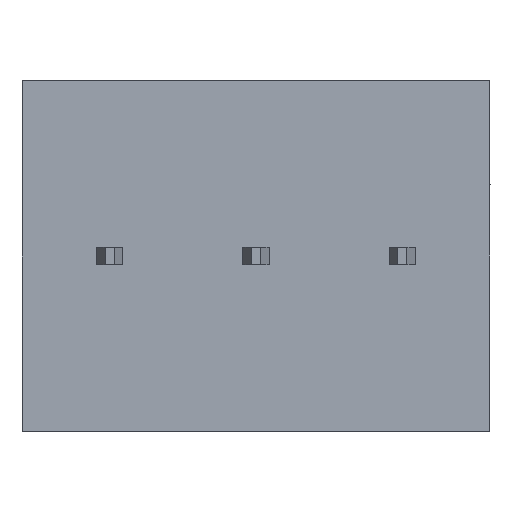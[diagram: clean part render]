
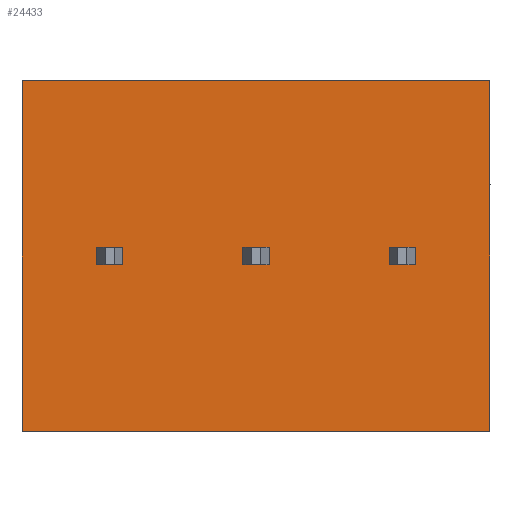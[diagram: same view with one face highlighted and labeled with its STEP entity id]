
A CAD part, front view. The second image highlights one B-rep face of the part: STEP entity #24433.
In plain terms, the highlighted planar face has unit normal (0, -1, 0).
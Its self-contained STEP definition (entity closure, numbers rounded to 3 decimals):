
#267 = EDGE_CURVE ( 'NONE', #19787, #20843, #1568, .T. ) ;
#341 = VERTEX_POINT ( 'NONE', #26240 ) ;
#733 = VERTEX_POINT ( 'NONE', #3194 ) ;
#985 = VECTOR ( 'NONE', #24987, 1000. ) ;
#1007 = VECTOR ( 'NONE', #11259, 1000. ) ;
#1108 = CARTESIAN_POINT ( 'NONE',  ( 5.45, 0., 0.3 ) ) ;
#1273 = EDGE_CURVE ( 'NONE', #341, #26192, #5688, .T. ) ;
#1381 = CARTESIAN_POINT ( 'NONE',  ( 5., 0., 0. ) ) ;
#1568 = LINE ( 'NONE', #6272, #10767 ) ;
#1582 = ORIENTED_EDGE ( 'NONE', *, *, #18101, .F. ) ;
#1594 = AXIS2_PLACEMENT_3D ( 'NONE', #1381, #18400, #3522 ) ;
#1716 = DIRECTION ( 'NONE',  ( 0., 0., 1. ) ) ;
#2222 = ORIENTED_EDGE ( 'NONE', *, *, #3843, .F. ) ;
#2439 = CARTESIAN_POINT ( 'NONE',  ( -3., 0., 6. ) ) ;
#2511 = LINE ( 'NONE', #17111, #10080 ) ;
#2885 = CARTESIAN_POINT ( 'NONE',  ( 9.55, 0., 0.3 ) ) ;
#3194 = CARTESIAN_POINT ( 'NONE',  ( -0.45, 0., 0.3 ) ) ;
#3353 = ORIENTED_EDGE ( 'NONE', *, *, #24054, .F. ) ;
#3522 = DIRECTION ( 'NONE',  ( 0., 0., -1. ) ) ;
#3685 = LINE ( 'NONE', #12164, #26336 ) ;
#3773 = VECTOR ( 'NONE', #8369, 1000. ) ;
#3786 = CARTESIAN_POINT ( 'NONE',  ( -0.45, 0., -0.3 ) ) ;
#3843 = EDGE_CURVE ( 'NONE', #24359, #17498, #17412, .T. ) ;
#3994 = LINE ( 'NONE', #19151, #19987 ) ;
#4171 = DIRECTION ( 'NONE',  ( 0., 0., -1. ) ) ;
#4405 = DIRECTION ( 'NONE',  ( 1., 0., 0. ) ) ;
#4868 = VECTOR ( 'NONE', #17891, 1000. ) ;
#5373 = PLANE ( 'NONE',  #1594 ) ;
#5595 = ORIENTED_EDGE ( 'NONE', *, *, #10748, .F. ) ;
#5688 = LINE ( 'NONE', #14299, #6179 ) ;
#6179 = VECTOR ( 'NONE', #12325, 1000. ) ;
#6272 = CARTESIAN_POINT ( 'NONE',  ( -3., 0., 6. ) ) ;
#6770 = EDGE_CURVE ( 'NONE', #26911, #23503, #26106, .T. ) ;
#7008 = ORIENTED_EDGE ( 'NONE', *, *, #12391, .F. ) ;
#7083 = DIRECTION ( 'NONE',  ( 1., 0., 0. ) ) ;
#7143 = ORIENTED_EDGE ( 'NONE', *, *, #267, .F. ) ;
#7670 = CARTESIAN_POINT ( 'NONE',  ( 5.45, 0., -0.3 ) ) ;
#7907 = VECTOR ( 'NONE', #7083, 1000. ) ;
#8369 = DIRECTION ( 'NONE',  ( 1., 0., 0. ) ) ;
#8588 = DIRECTION ( 'NONE',  ( 0., 0., -1. ) ) ;
#9008 = CARTESIAN_POINT ( 'NONE',  ( 9.55, 0., 0.3 ) ) ;
#9098 = LINE ( 'NONE', #18040, #4868 ) ;
#9162 = ORIENTED_EDGE ( 'NONE', *, *, #17789, .F. ) ;
#9415 = VERTEX_POINT ( 'NONE', #27034 ) ;
#9625 = CARTESIAN_POINT ( 'NONE',  ( 13., 0., 6. ) ) ;
#9650 = DIRECTION ( 'NONE',  ( 0., 0., -1. ) ) ;
#9676 = CARTESIAN_POINT ( 'NONE',  ( -0.45, 0., 0.3 ) ) ;
#10080 = VECTOR ( 'NONE', #8588, 1000. ) ;
#10748 = EDGE_CURVE ( 'NONE', #23503, #24318, #19891, .T. ) ;
#10767 = VECTOR ( 'NONE', #1716, 1000. ) ;
#11259 = DIRECTION ( 'NONE',  ( -1., 0., 0. ) ) ;
#11316 = CARTESIAN_POINT ( 'NONE',  ( 4.55, 0., -0.3 ) ) ;
#11523 = LINE ( 'NONE', #26997, #1007 ) ;
#11661 = LINE ( 'NONE', #2885, #21658 ) ;
#11867 = FACE_OUTER_BOUND ( 'NONE', #15587, .T. ) ;
#11972 = CARTESIAN_POINT ( 'NONE',  ( -3., 0., -6. ) ) ;
#12164 = CARTESIAN_POINT ( 'NONE',  ( 5.45, 0., 0.3 ) ) ;
#12325 = DIRECTION ( 'NONE',  ( 0., 0., 1. ) ) ;
#12391 = EDGE_CURVE ( 'NONE', #17934, #25935, #9098, .T. ) ;
#12576 = DIRECTION ( 'NONE',  ( -1., 0., 0. ) ) ;
#13147 = VECTOR ( 'NONE', #9650, 1000. ) ;
#13908 = EDGE_CURVE ( 'NONE', #19549, #9415, #11661, .T. ) ;
#14118 = ORIENTED_EDGE ( 'NONE', *, *, #19526, .F. ) ;
#14299 = CARTESIAN_POINT ( 'NONE',  ( 10.45, 0., 0.3 ) ) ;
#14320 = EDGE_LOOP ( 'NONE', ( #7008, #1582, #2222, #14118 ) ) ;
#14918 = LINE ( 'NONE', #16618, #17288 ) ;
#14997 = CARTESIAN_POINT ( 'NONE',  ( -3., 0., -6. ) ) ;
#15429 = EDGE_LOOP ( 'NONE', ( #23719, #23381, #9162, #26588 ) ) ;
#15464 = LINE ( 'NONE', #2439, #7907 ) ;
#15516 = ORIENTED_EDGE ( 'NONE', *, *, #6770, .F. ) ;
#15587 = EDGE_LOOP ( 'NONE', ( #20564, #3353, #7143, #22126 ) ) ;
#16162 = LINE ( 'NONE', #26692, #13147 ) ;
#16573 = CARTESIAN_POINT ( 'NONE',  ( 4.55, 0., 0.3 ) ) ;
#16618 = CARTESIAN_POINT ( 'NONE',  ( -0.45, 0., 0.3 ) ) ;
#16944 = EDGE_CURVE ( 'NONE', #21343, #23928, #16162, .T. ) ;
#17111 = CARTESIAN_POINT ( 'NONE',  ( 4.55, 0., 0.3 ) ) ;
#17199 = CARTESIAN_POINT ( 'NONE',  ( 10.45, 0., 0.3 ) ) ;
#17288 = VECTOR ( 'NONE', #4171, 1000. ) ;
#17412 = LINE ( 'NONE', #17550, #17545 ) ;
#17498 = VERTEX_POINT ( 'NONE', #7670 ) ;
#17545 = VECTOR ( 'NONE', #4405, 1000. ) ;
#17550 = CARTESIAN_POINT ( 'NONE',  ( 4.55, 0., -0.3 ) ) ;
#17700 = CARTESIAN_POINT ( 'NONE',  ( 0.45, 0., 0.3 ) ) ;
#17789 = EDGE_CURVE ( 'NONE', #9415, #341, #3994, .T. ) ;
#17891 = DIRECTION ( 'NONE',  ( -1., 0., 0. ) ) ;
#17934 = VERTEX_POINT ( 'NONE', #1108 ) ;
#18040 = CARTESIAN_POINT ( 'NONE',  ( 4.55, 0., 0.3 ) ) ;
#18101 = EDGE_CURVE ( 'NONE', #17498, #17934, #3685, .T. ) ;
#18264 = FACE_BOUND ( 'NONE', #14320, .T. ) ;
#18400 = DIRECTION ( 'NONE',  ( 0., -1., 0. ) ) ;
#18481 = DIRECTION ( 'NONE',  ( 0., 0., -1. ) ) ;
#18506 = EDGE_CURVE ( 'NONE', #733, #26911, #14918, .T. ) ;
#19151 = CARTESIAN_POINT ( 'NONE',  ( 9.55, 0., -0.3 ) ) ;
#19526 = EDGE_CURVE ( 'NONE', #25935, #24359, #2511, .T. ) ;
#19549 = VERTEX_POINT ( 'NONE', #9008 ) ;
#19755 = DIRECTION ( 'NONE',  ( 0., 0., 1. ) ) ;
#19787 = VERTEX_POINT ( 'NONE', #11972 ) ;
#19891 = LINE ( 'NONE', #21766, #20012 ) ;
#19967 = EDGE_CURVE ( 'NONE', #24318, #733, #27277, .T. ) ;
#19987 = VECTOR ( 'NONE', #27549, 1000. ) ;
#20012 = VECTOR ( 'NONE', #19755, 1000. ) ;
#20522 = EDGE_CURVE ( 'NONE', #26192, #19549, #11523, .T. ) ;
#20564 = ORIENTED_EDGE ( 'NONE', *, *, #16944, .F. ) ;
#20843 = VERTEX_POINT ( 'NONE', #21739 ) ;
#21343 = VERTEX_POINT ( 'NONE', #9625 ) ;
#21658 = VECTOR ( 'NONE', #18481, 1000. ) ;
#21739 = CARTESIAN_POINT ( 'NONE',  ( -3., 0., 6. ) ) ;
#21766 = CARTESIAN_POINT ( 'NONE',  ( 0.45, 0., 0.3 ) ) ;
#22126 = ORIENTED_EDGE ( 'NONE', *, *, #26713, .F. ) ;
#22540 = FACE_BOUND ( 'NONE', #26418, .T. ) ;
#23381 = ORIENTED_EDGE ( 'NONE', *, *, #1273, .F. ) ;
#23440 = ORIENTED_EDGE ( 'NONE', *, *, #19967, .F. ) ;
#23503 = VERTEX_POINT ( 'NONE', #27778 ) ;
#23719 = ORIENTED_EDGE ( 'NONE', *, *, #20522, .F. ) ;
#23928 = VERTEX_POINT ( 'NONE', #27707 ) ;
#24054 = EDGE_CURVE ( 'NONE', #20843, #21343, #15464, .T. ) ;
#24318 = VERTEX_POINT ( 'NONE', #17700 ) ;
#24359 = VERTEX_POINT ( 'NONE', #11316 ) ;
#24433 = ADVANCED_FACE ( 'NONE', ( #11867, #22540, #18264, #27354 ), #5373, .T. ) ;
#24987 = DIRECTION ( 'NONE',  ( -1., 0., 0. ) ) ;
#25935 = VERTEX_POINT ( 'NONE', #16573 ) ;
#26064 = ORIENTED_EDGE ( 'NONE', *, *, #18506, .F. ) ;
#26106 = LINE ( 'NONE', #27854, #3773 ) ;
#26192 = VERTEX_POINT ( 'NONE', #17199 ) ;
#26240 = CARTESIAN_POINT ( 'NONE',  ( 10.45, 0., -0.3 ) ) ;
#26336 = VECTOR ( 'NONE', #27371, 1000. ) ;
#26418 = EDGE_LOOP ( 'NONE', ( #23440, #5595, #15516, #26064 ) ) ;
#26588 = ORIENTED_EDGE ( 'NONE', *, *, #13908, .F. ) ;
#26692 = CARTESIAN_POINT ( 'NONE',  ( 13., 0., 6. ) ) ;
#26713 = EDGE_CURVE ( 'NONE', #23928, #19787, #27528, .T. ) ;
#26911 = VERTEX_POINT ( 'NONE', #3786 ) ;
#26997 = CARTESIAN_POINT ( 'NONE',  ( 9.55, 0., 0.3 ) ) ;
#27034 = CARTESIAN_POINT ( 'NONE',  ( 9.55, 0., -0.3 ) ) ;
#27277 = LINE ( 'NONE', #9676, #985 ) ;
#27354 = FACE_BOUND ( 'NONE', #15429, .T. ) ;
#27371 = DIRECTION ( 'NONE',  ( 0., 0., 1. ) ) ;
#27528 = LINE ( 'NONE', #14997, #27581 ) ;
#27549 = DIRECTION ( 'NONE',  ( 1., 0., 0. ) ) ;
#27581 = VECTOR ( 'NONE', #12576, 1000. ) ;
#27707 = CARTESIAN_POINT ( 'NONE',  ( 13., 0., -6. ) ) ;
#27778 = CARTESIAN_POINT ( 'NONE',  ( 0.45, 0., -0.3 ) ) ;
#27854 = CARTESIAN_POINT ( 'NONE',  ( -0.45, 0., -0.3 ) ) ;
